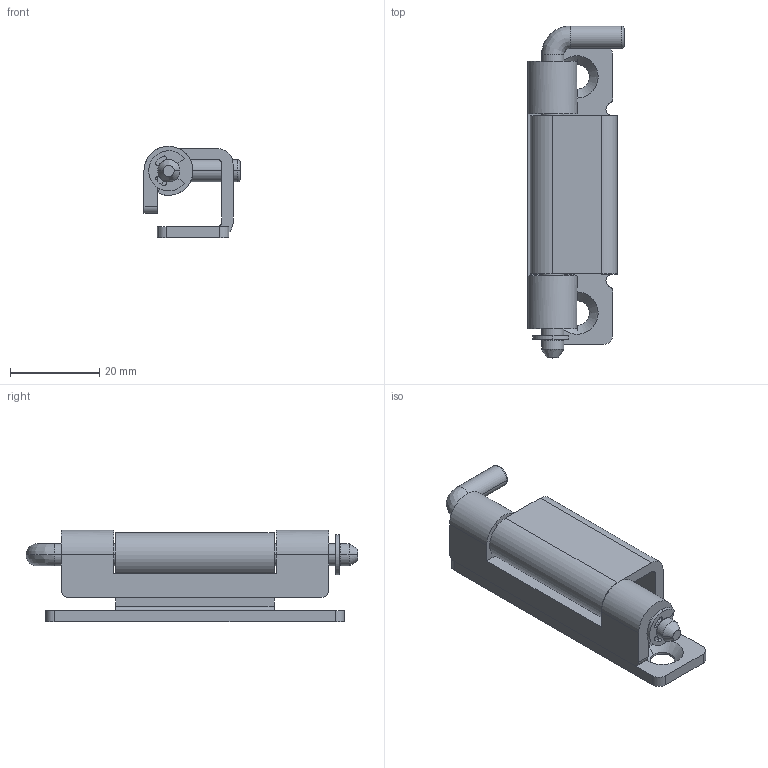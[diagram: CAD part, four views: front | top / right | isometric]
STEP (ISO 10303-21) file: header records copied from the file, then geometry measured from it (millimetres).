
FILE_DESCRIPTION(/* description */ (''),/* implementation_level */ '2;1');
FILE_NAME(/* name */ 'JL275-2A',/* time_stamp */ '2025-08-19T15:56:33+08:00',/* author */ (''),/* organization */ (''),/* preprocessor_version */ 'ST-DEVELOPER v19.2',/* originating_system */ 'Rhino 8.5',/* authorisation */ '');
FILE_SCHEMA (('CONFIG_CONTROL_DESIGN'));
Length unit declared in the file: millimetre
Products named in the file (1): Document
Bounding box: 21.55 x 74.5 x 20.5 mm (x, y, z)
Volume: 11118.7 mm3; surface area: 10134.8 mm2
Topology: 4 solids, 4 shells, 96 faces, 240 edges, 154 vertices
Faces by surface type: cylinder 46, plane 36, bspline 14
Entity records: 3355 total; most frequent: CARTESIAN_POINT 1178, ORIENTED_EDGE 480, DIRECTION 314, EDGE_CURVE 240, AXIS2_PLACEMENT_3D 198, VERTEX_POINT 154, TRIMMED_CURVE 114, CIRCLE 114
